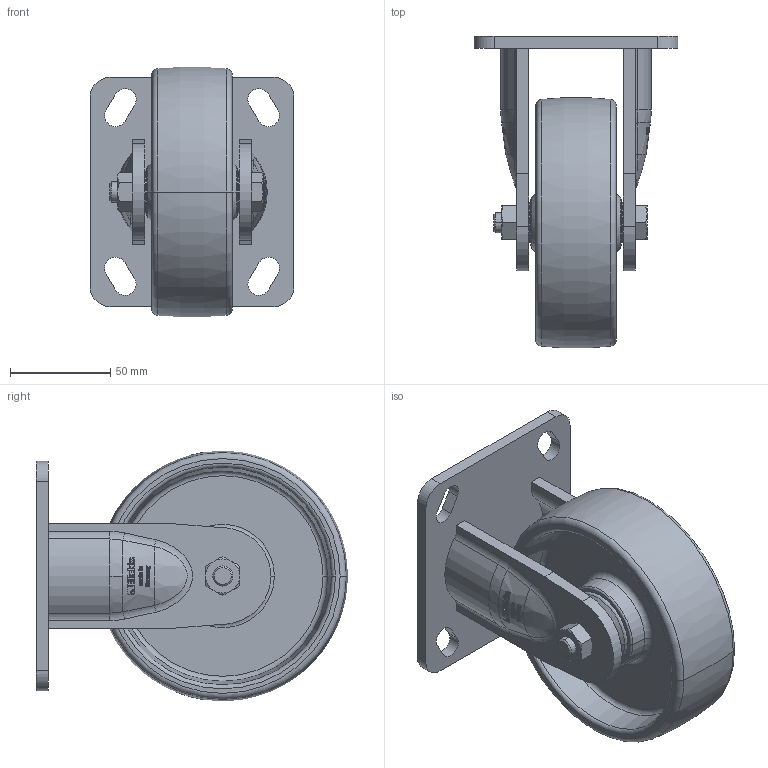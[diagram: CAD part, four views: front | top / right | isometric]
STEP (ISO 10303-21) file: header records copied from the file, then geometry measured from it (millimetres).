
FILE_DESCRIPTION (( 'STEP AP214' ), '1' );
FILE_NAME ('BKS-POG_125K-14_910114-214.step', '2016-05-28T13:59:31', ( '' ), ( '' ), 'SwSTEP 2.0', 'SolidWorks 2010', '' );
FILE_SCHEMA (( 'AUTOMOTIVE_DESIGN' ));
Length unit declared in the file: millimetre
Products named in the file (5): GH-BKS-125x45-14_910632; AM_LHF_10x58x5_D20_K; PO_USA_POG_125_10K_910541; PO-K_USA_PO_125_10K_545103; BKS-POG_125K-14_910114-214
Assembly tree (4 placements, depth 3):
  BKS-POG_125K-14_910114-214
    AM_LHF_10x58x5_D20_K
    GH-BKS-125x45-14_910632
    PO_USA_POG_125_10K_910541
      PO-K_USA_PO_125_10K_545103
Bounding box: 101.6 x 155.39 x 124.59 mm (x, y, z)
Volume: 385684.3 mm3; surface area: 107551.7 mm2
Topology: 3 solids, 3 shells, 1266 faces, 3381 edges, 2225 vertices
Faces by surface type: bspline 545, plane 528, cone 113, cylinder 50, torus 30
Entity records: 72608 total; most frequent: CARTESIAN_POINT 30895, ORIENTED_EDGE 6762, DIRECTION 3954, EDGE_CURVE 3381, VERTEX_POINT 2225, LINE 1450, VECTOR 1450, EDGE_LOOP 1380
